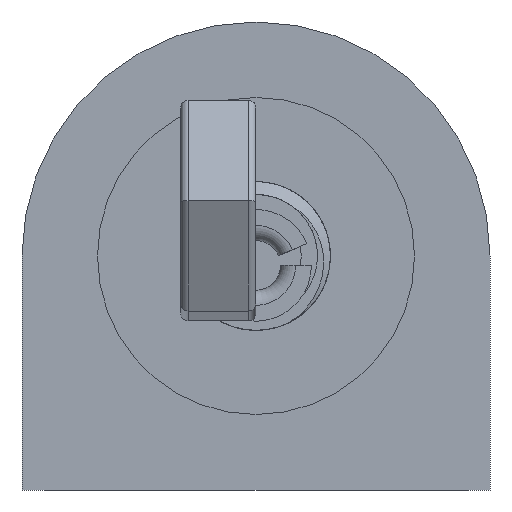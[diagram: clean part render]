
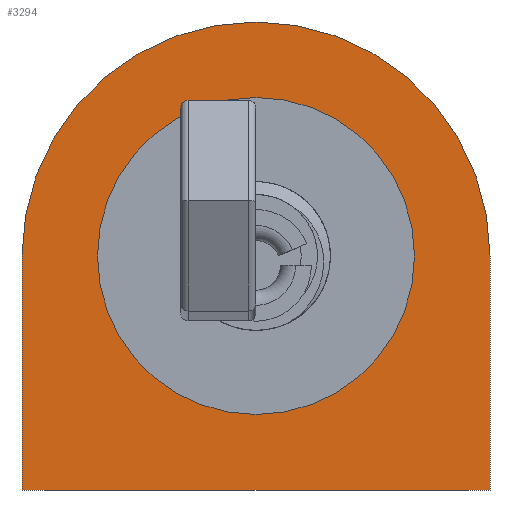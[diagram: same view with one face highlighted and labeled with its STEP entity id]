
A CAD part, left-side view. The second image highlights one B-rep face of the part: STEP entity #3294.
In plain terms, the highlighted planar face has unit normal (-1, 0, 0).
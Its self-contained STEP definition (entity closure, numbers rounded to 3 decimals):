
#121=FACE_BOUND('',#574,.T.);
#224=CIRCLE('',#3550,9.5);
#228=CIRCLE('',#3566,15.5);
#379=FACE_OUTER_BOUND('',#573,.T.);
#573=EDGE_LOOP('',(#2285,#2286,#2287,#2288));
#574=EDGE_LOOP('',(#2289));
#793=LINE('',#4988,#1087);
#798=LINE('',#5001,#1092);
#799=LINE('',#5003,#1093);
#1087=VECTOR('',#4000,10.);
#1092=VECTOR('',#4013,10.);
#1093=VECTOR('',#4014,10.);
#1370=VERTEX_POINT('',#4963);
#1373=VERTEX_POINT('',#4986);
#1374=VERTEX_POINT('',#4987);
#1378=VERTEX_POINT('',#5000);
#1379=VERTEX_POINT('',#5002);
#1707=EDGE_CURVE('',#1370,#1370,#224,.T.);
#1717=EDGE_CURVE('',#1373,#1374,#793,.T.);
#1723=EDGE_CURVE('',#1378,#1373,#798,.T.);
#1724=EDGE_CURVE('',#1374,#1379,#799,.T.);
#1725=EDGE_CURVE('',#1378,#1379,#228,.T.);
#2285=ORIENTED_EDGE('',*,*,#1723,.T.);
#2286=ORIENTED_EDGE('',*,*,#1717,.T.);
#2287=ORIENTED_EDGE('',*,*,#1724,.T.);
#2288=ORIENTED_EDGE('',*,*,#1725,.F.);
#2289=ORIENTED_EDGE('',*,*,#1707,.T.);
#3175=PLANE('',#3565);
#3294=ADVANCED_FACE('',(#379,#121),#3175,.F.);
#3550=AXIS2_PLACEMENT_3D('',#4965,#3969,#3970);
#3565=AXIS2_PLACEMENT_3D('',#4999,#4011,#4012);
#3566=AXIS2_PLACEMENT_3D('',#5004,#4015,#4016);
#3969=DIRECTION('center_axis',(1.,0.,0.));
#3970=DIRECTION('ref_axis',(0.,1.,0.));
#4000=DIRECTION('',(0.,-1.,0.));
#4011=DIRECTION('center_axis',(1.,0.,0.));
#4012=DIRECTION('ref_axis',(0.,1.,0.));
#4013=DIRECTION('',(0.,0.,-1.));
#4014=DIRECTION('',(0.,0.,1.));
#4015=DIRECTION('center_axis',(1.,0.,0.));
#4016=DIRECTION('ref_axis',(0.,1.,0.));
#4963=CARTESIAN_POINT('',(0.,-9.5,6.5));
#4965=CARTESIAN_POINT('Origin',(0.,0.,6.5));
#4986=CARTESIAN_POINT('',(0.,15.5,-9.));
#4987=CARTESIAN_POINT('',(0.,-15.5,-9.));
#4988=CARTESIAN_POINT('',(0.,15.5,-9.));
#4999=CARTESIAN_POINT('Origin',(0.,0.,6.5));
#5000=CARTESIAN_POINT('',(0.,15.5,6.5));
#5001=CARTESIAN_POINT('',(0.,15.5,9.));
#5002=CARTESIAN_POINT('',(0.,-15.5,6.5));
#5003=CARTESIAN_POINT('',(0.,-15.5,-9.));
#5004=CARTESIAN_POINT('Origin',(0.,0.,6.5));
